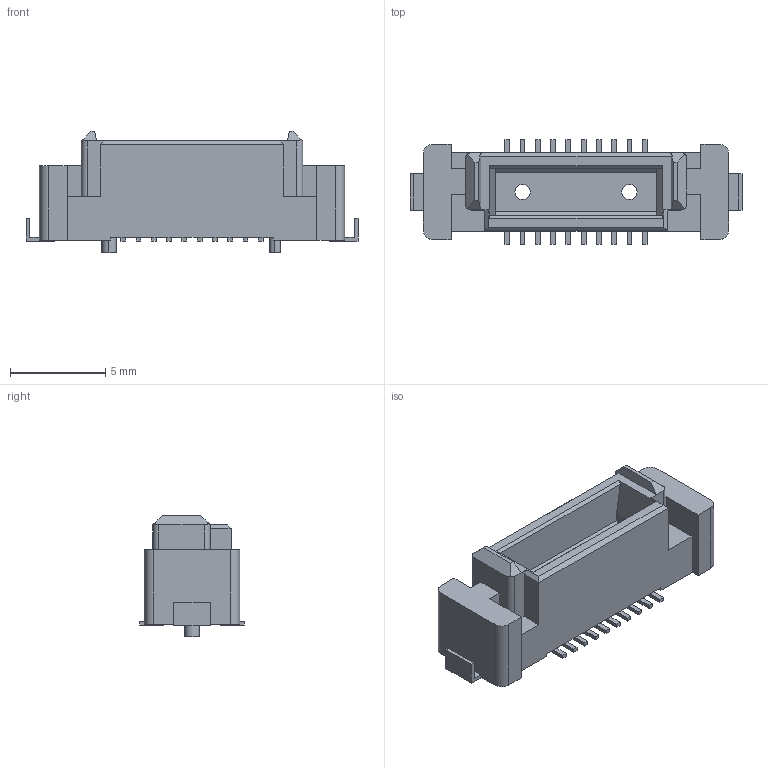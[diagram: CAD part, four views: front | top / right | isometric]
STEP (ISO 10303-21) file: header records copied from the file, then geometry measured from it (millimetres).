
FILE_DESCRIPTION((''),'2;1');
FILE_NAME('JAE_KX15-20K4DE1000E.stp','2012-11-06T11:39:57',(''),(''),'Mechanical Desktop 2011','Mechanical Desktop 2011',', , ');
FILE_SCHEMA(('AUTOMOTIVE_DESIGN { 1 2 10303 214 1 1 1 1 }'));
Length unit declared in the file: millimetre
Products named in the file (1): Product
Bounding box: 17.4 x 5.5 x 6.35 mm (x, y, z)
Volume: 254.9 mm3; surface area: 477.6 mm2
Topology: 23 solids, 23 shells, 269 faces, 656 edges, 436 vertices
Faces by surface type: plane 205, cylinder 58, bspline 6
Entity records: 7876 total; most frequent: CARTESIAN_POINT 1380, ORIENTED_EDGE 1312, DIRECTION 1304, EDGE_CURVE 656, VECTOR 536, LINE 536, VERTEX_POINT 436, AXIS2_PLACEMENT_3D 384
